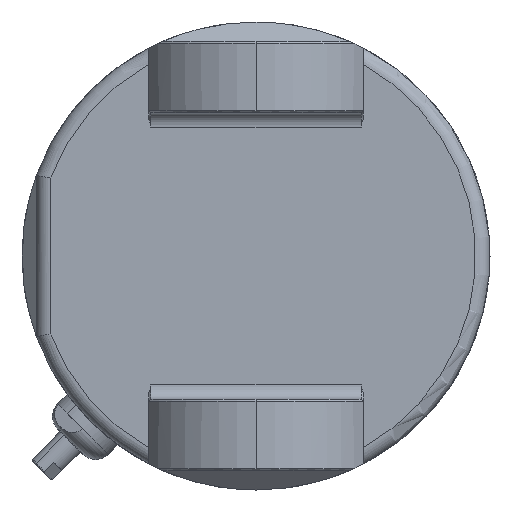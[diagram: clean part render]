
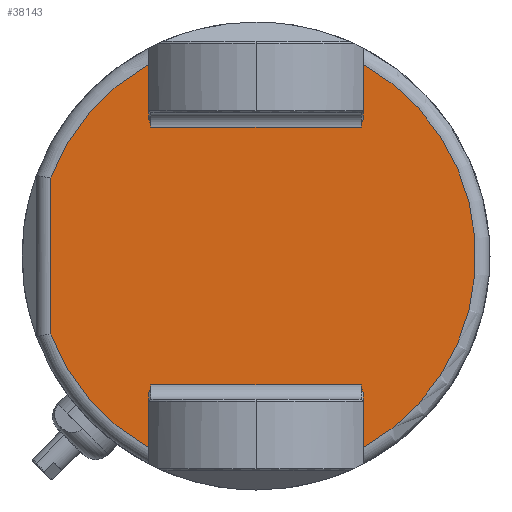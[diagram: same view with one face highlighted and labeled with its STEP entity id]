
A CAD part, left-side view. The second image highlights one B-rep face of the part: STEP entity #38143.
In plain terms, the highlighted planar face has unit normal (-1, 0, 0).
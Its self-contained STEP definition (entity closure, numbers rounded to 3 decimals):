
#588 = DIRECTION ( 'NONE',  ( -1., 0., 0. ) ) ;
#752 = CIRCLE ( 'NONE', #26533, 30.7 ) ;
#958 = CARTESIAN_POINT ( 'NONE',  ( -53.5, 15., 32.7 ) ) ;
#1098 = CARTESIAN_POINT ( 'NONE',  ( -53.5, -14.836, -18.773 ) ) ;
#1272 = VECTOR ( 'NONE', #7501, 1000. ) ;
#1631 = LINE ( 'NONE', #11049, #10148 ) ;
#1633 = LINE ( 'NONE', #16779, #1272 ) ;
#1874 = ORIENTED_EDGE ( 'NONE', *, *, #13388, .T. ) ;
#3021 = CARTESIAN_POINT ( 'NONE',  ( -53.5, 15., 19.136 ) ) ;
#3531 = CARTESIAN_POINT ( 'NONE',  ( -53.5, 0., 0. ) ) ;
#4037 = CARTESIAN_POINT ( 'NONE',  ( -53.5, 28.7, -10.9 ) ) ;
#4243 = CARTESIAN_POINT ( 'NONE',  ( -53.5, -15., 26.786 ) ) ;
#4514 = CARTESIAN_POINT ( 'NONE',  ( -53.5, 14.7, -18. ) ) ;
#4626 = ORIENTED_EDGE ( 'NONE', *, *, #17944, .T. ) ;
#4730 = ORIENTED_EDGE ( 'NONE', *, *, #19587, .T. ) ;
#5259 = CARTESIAN_POINT ( 'NONE',  ( -53.5, -14.7, -18. ) ) ;
#5381 = CARTESIAN_POINT ( 'NONE',  ( -53.5, 14.836, 18.773 ) ) ;
#5945 = LINE ( 'NONE', #24087, #19445 ) ;
#6328 = VECTOR ( 'NONE', #18496, 1000. ) ;
#6550 = VERTEX_POINT ( 'NONE', #11304 ) ;
#7027 = AXIS2_PLACEMENT_3D ( 'NONE', #9365, #12522, #36007 ) ;
#7208 = LINE ( 'NONE', #958, #6328 ) ;
#7501 = DIRECTION ( 'NONE',  ( 0., -1., 0. ) ) ;
#8307 = CARTESIAN_POINT ( 'NONE',  ( -53.5, -14.912, 18.958 ) ) ;
#8744 = VERTEX_POINT ( 'NONE', #4514 ) ;
#8911 = CARTESIAN_POINT ( 'NONE',  ( -53.5, 14.912, 18.958 ) ) ;
#9077 = VERTEX_POINT ( 'NONE', #9597 ) ;
#9201 = EDGE_CURVE ( 'NONE', #21934, #6550, #7208, .T. ) ;
#9365 = CARTESIAN_POINT ( 'NONE',  ( -53.5, 0., 0. ) ) ;
#9597 = CARTESIAN_POINT ( 'NONE',  ( -53.5, -15., -26.786 ) ) ;
#9616 = DIRECTION ( 'NONE',  ( -1., 0., 0. ) ) ;
#10148 = VECTOR ( 'NONE', #10664, 1000. ) ;
#10199 = VERTEX_POINT ( 'NONE', #14253 ) ;
#10205 = DIRECTION ( 'NONE',  ( 0., 1., 0. ) ) ;
#10630 = DIRECTION ( 'NONE',  ( -1., 0., 0. ) ) ;
#10664 = DIRECTION ( 'NONE',  ( 0., 0., -1. ) ) ;
#11049 = CARTESIAN_POINT ( 'NONE',  ( -53.5, 28.7, -11.261 ) ) ;
#11304 = CARTESIAN_POINT ( 'NONE',  ( -53.5, 15., -26.786 ) ) ;
#11345 = VECTOR ( 'NONE', #10205, 1000. ) ;
#11365 = VERTEX_POINT ( 'NONE', #31144 ) ;
#11491 = CARTESIAN_POINT ( 'NONE',  ( -53.5, 14.73, 18.393 ) ) ;
#11596 = CARTESIAN_POINT ( 'NONE',  ( -53.5, 14.837, -18.775 ) ) ;
#11657 = CARTESIAN_POINT ( 'NONE',  ( -53.5, -14.7, 18. ) ) ;
#12522 = DIRECTION ( 'NONE',  ( -1., 0., 0. ) ) ;
#13288 = ORIENTED_EDGE ( 'NONE', *, *, #27334, .T. ) ;
#13350 = VERTEX_POINT ( 'NONE', #4037 ) ;
#13388 = EDGE_CURVE ( 'NONE', #14158, #24410, #19741, .T. ) ;
#13705 = LINE ( 'NONE', #13909, #20213 ) ;
#13765 = CARTESIAN_POINT ( 'NONE',  ( -53.5, 14.731, -18.398 ) ) ;
#13909 = CARTESIAN_POINT ( 'NONE',  ( -53.5, -15., 32.7 ) ) ;
#14033 = VERTEX_POINT ( 'NONE', #27773 ) ;
#14158 = VERTEX_POINT ( 'NONE', #5259 ) ;
#14253 = CARTESIAN_POINT ( 'NONE',  ( -53.5, 15., 26.786 ) ) ;
#14735 = CARTESIAN_POINT ( 'NONE',  ( -53.5, -15., 19.136 ) ) ;
#14823 = CARTESIAN_POINT ( 'NONE',  ( -53.5, -14.7, 18.201 ) ) ;
#15321 = VERTEX_POINT ( 'NONE', #14735 ) ;
#15476 = CARTESIAN_POINT ( 'NONE',  ( -53.5, -15., -19.136 ) ) ;
#15662 = CARTESIAN_POINT ( 'NONE',  ( -53.5, -14.7, -18.199 ) ) ;
#15731 = DIRECTION ( 'NONE',  ( 0., 0., 1. ) ) ;
#16779 = CARTESIAN_POINT ( 'NONE',  ( -53.5, -15., -18. ) ) ;
#17067 = DIRECTION ( 'NONE',  ( 0., 0., -1. ) ) ;
#17201 = CIRCLE ( 'NONE', #31674, 30.7 ) ;
#17520 = ORIENTED_EDGE ( 'NONE', *, *, #9201, .F. ) ;
#17564 = VERTEX_POINT ( 'NONE', #29092 ) ;
#17624 = CARTESIAN_POINT ( 'NONE',  ( -53.5, 14.7, 18. ) ) ;
#17944 = EDGE_CURVE ( 'NONE', #24410, #9077, #5945, .T. ) ;
#18496 = DIRECTION ( 'NONE',  ( 0., 0., -1. ) ) ;
#19137 = CARTESIAN_POINT ( 'NONE',  ( -53.5, 0., 0. ) ) ;
#19138 = LINE ( 'NONE', #25033, #38892 ) ;
#19445 = VECTOR ( 'NONE', #33742, 1000. ) ;
#19497 = ORIENTED_EDGE ( 'NONE', *, *, #29194, .T. ) ;
#19587 = EDGE_CURVE ( 'NONE', #8744, #14158, #1633, .T. ) ;
#19741 = B_SPLINE_CURVE_WITH_KNOTS ( 'NONE', 3,
 ( #36567, #15662, #27520, #1098, #22359, #15476 ),
 .UNSPECIFIED., .F., .F.,
 ( 4, 2, 4 ),
 ( 0., 0.001, 0.001 ),
 .UNSPECIFIED. ) ;
#20019 = CARTESIAN_POINT ( 'NONE',  ( -53.5, -15., -19.136 ) ) ;
#20093 = EDGE_CURVE ( 'NONE', #21934, #8744, #38284, .T. ) ;
#20094 = ORIENTED_EDGE ( 'NONE', *, *, #21321, .T. ) ;
#20213 = VECTOR ( 'NONE', #17067, 1000. ) ;
#20421 = CARTESIAN_POINT ( 'NONE',  ( -53.5, 15., -19.136 ) ) ;
#20910 = ORIENTED_EDGE ( 'NONE', *, *, #22676, .T. ) ;
#20936 = DIRECTION ( 'NONE',  ( 0., 0., 1. ) ) ;
#21321 = EDGE_CURVE ( 'NONE', #28556, #17564, #35437, .T. ) ;
#21931 = EDGE_CURVE ( 'NONE', #38454, #15321, #13705, .T. ) ;
#21934 = VERTEX_POINT ( 'NONE', #20421 ) ;
#22359 = CARTESIAN_POINT ( 'NONE',  ( -53.5, -14.912, -18.958 ) ) ;
#22665 = DIRECTION ( 'NONE',  ( 0., 0., 1. ) ) ;
#22676 = EDGE_CURVE ( 'NONE', #14033, #13350, #1631, .T. ) ;
#23627 = CARTESIAN_POINT ( 'NONE',  ( -53.5, 14.7, -18.201 ) ) ;
#23907 = CARTESIAN_POINT ( 'NONE',  ( -53.5, 14.7, 18. ) ) ;
#24087 = CARTESIAN_POINT ( 'NONE',  ( -53.5, -15., 32.7 ) ) ;
#24410 = VERTEX_POINT ( 'NONE', #20019 ) ;
#24742 = ORIENTED_EDGE ( 'NONE', *, *, #38129, .T. ) ;
#25033 = CARTESIAN_POINT ( 'NONE',  ( -53.5, 15., 32.7 ) ) ;
#26026 = EDGE_CURVE ( 'NONE', #15321, #11365, #33770, .T. ) ;
#26533 = AXIS2_PLACEMENT_3D ( 'NONE', #19137, #10630, #22665 ) ;
#26850 = FACE_OUTER_BOUND ( 'NONE', #38217, .T. ) ;
#27334 = EDGE_CURVE ( 'NONE', #11365, #28556, #37794, .T. ) ;
#27520 = CARTESIAN_POINT ( 'NONE',  ( -53.5, -14.73, -18.393 ) ) ;
#27773 = CARTESIAN_POINT ( 'NONE',  ( -53.5, 28.7, 10.9 ) ) ;
#28164 = CARTESIAN_POINT ( 'NONE',  ( -53.5, 15., 18. ) ) ;
#28556 = VERTEX_POINT ( 'NONE', #17624 ) ;
#28760 = ORIENTED_EDGE ( 'NONE', *, *, #32536, .T. ) ;
#29092 = CARTESIAN_POINT ( 'NONE',  ( -53.5, 15., 19.136 ) ) ;
#29194 = EDGE_CURVE ( 'NONE', #13350, #6550, #752, .T. ) ;
#29807 = CARTESIAN_POINT ( 'NONE',  ( -53.5, 32.7, -20. ) ) ;
#31144 = CARTESIAN_POINT ( 'NONE',  ( -53.5, -14.7, 18. ) ) ;
#31165 = DIRECTION ( 'NONE',  ( 0., 0., -1. ) ) ;
#31204 = ORIENTED_EDGE ( 'NONE', *, *, #20093, .T. ) ;
#31674 = AXIS2_PLACEMENT_3D ( 'NONE', #3531, #9616, #15731 ) ;
#32319 = CARTESIAN_POINT ( 'NONE',  ( -53.5, 14.7, -18. ) ) ;
#32536 = EDGE_CURVE ( 'NONE', #10199, #14033, #36014, .T. ) ;
#32975 = PLANE ( 'NONE',  #33571 ) ;
#33186 = CARTESIAN_POINT ( 'NONE',  ( -53.5, 14.7, 18.199 ) ) ;
#33571 = AXIS2_PLACEMENT_3D ( 'NONE', #29807, #588, #20936 ) ;
#33668 = EDGE_CURVE ( 'NONE', #10199, #17564, #19138, .T. ) ;
#33742 = DIRECTION ( 'NONE',  ( 0., 0., -1. ) ) ;
#33770 = B_SPLINE_CURVE_WITH_KNOTS ( 'NONE', 3,
 ( #35320, #8307, #38654, #38465, #14823, #11657 ),
 .UNSPECIFIED., .F., .F.,
 ( 4, 2, 4 ),
 ( 0., 0.001, 0.001 ),
 .UNSPECIFIED. ) ;
#33920 = ORIENTED_EDGE ( 'NONE', *, *, #26026, .T. ) ;
#34025 = ORIENTED_EDGE ( 'NONE', *, *, #33668, .F. ) ;
#35320 = CARTESIAN_POINT ( 'NONE',  ( -53.5, -15., 19.136 ) ) ;
#35437 = B_SPLINE_CURVE_WITH_KNOTS ( 'NONE', 3,
 ( #23907, #33186, #11491, #5381, #8911, #3021 ),
 .UNSPECIFIED., .F., .F.,
 ( 4, 2, 4 ),
 ( 0., 0.001, 0.001 ),
 .UNSPECIFIED. ) ;
#35456 = CARTESIAN_POINT ( 'NONE',  ( -53.5, 14.912, -18.958 ) ) ;
#36007 = DIRECTION ( 'NONE',  ( 0., 0., 1. ) ) ;
#36014 = CIRCLE ( 'NONE', #7027, 30.7 ) ;
#36222 = ORIENTED_EDGE ( 'NONE', *, *, #21931, .T. ) ;
#36567 = CARTESIAN_POINT ( 'NONE',  ( -53.5, -14.7, -18. ) ) ;
#37794 = LINE ( 'NONE', #28164, #11345 ) ;
#38129 = EDGE_CURVE ( 'NONE', #9077, #38454, #17201, .T. ) ;
#38143 = ADVANCED_FACE ( 'NONE', ( #26850 ), #32975, .T. ) ;
#38206 = CARTESIAN_POINT ( 'NONE',  ( -53.5, 15., -19.136 ) ) ;
#38217 = EDGE_LOOP ( 'NONE', ( #36222, #33920, #13288, #20094, #34025, #28760, #20910, #19497, #17520, #31204, #4730, #1874, #4626, #24742 ) ) ;
#38284 = B_SPLINE_CURVE_WITH_KNOTS ( 'NONE', 3,
 ( #38206, #35456, #11596, #13765, #23627, #32319 ),
 .UNSPECIFIED., .F., .F.,
 ( 4, 2, 4 ),
 ( 0., 0.001, 0.001 ),
 .UNSPECIFIED. ) ;
#38454 = VERTEX_POINT ( 'NONE', #4243 ) ;
#38465 = CARTESIAN_POINT ( 'NONE',  ( -53.5, -14.731, 18.398 ) ) ;
#38654 = CARTESIAN_POINT ( 'NONE',  ( -53.5, -14.837, 18.775 ) ) ;
#38892 = VECTOR ( 'NONE', #31165, 1000. ) ;
